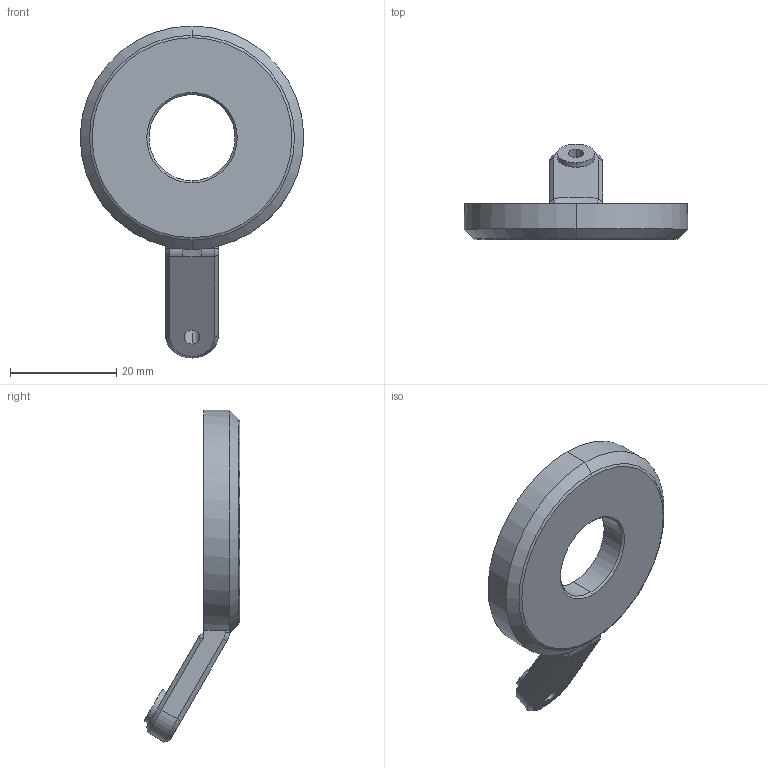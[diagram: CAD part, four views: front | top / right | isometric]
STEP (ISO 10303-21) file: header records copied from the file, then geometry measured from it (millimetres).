
FILE_DESCRIPTION (( 'STEP AP214' ), '1' );
FILE_NAME ('RSB-01_BASE-AXIS-03.STEP', '2024-06-10T14:14:03', ( '' ), ( '' ), 'SwSTEP 2.0', 'SolidWorks 2020', '' );
FILE_SCHEMA (( 'AUTOMOTIVE_DESIGN' ));
Length unit declared in the file: millimetre
Products named in the file (1): RSB-01_BASE-AXIS-03
Bounding box: 42 x 18.05 x 62.43 mm (x, y, z)
Volume: 5655.2 mm3; surface area: 4369.9 mm2
Topology: 1 solids, 1 shells, 49 faces, 111 edges, 67 vertices
Faces by surface type: plane 17, cone 14, cylinder 14, bspline 4
Entity records: 1635 total; most frequent: CARTESIAN_POINT 495, DIRECTION 240, ORIENTED_EDGE 222, EDGE_CURVE 111, AXIS2_PLACEMENT_3D 95, VERTEX_POINT 67, EDGE_LOOP 56, VECTOR 50
